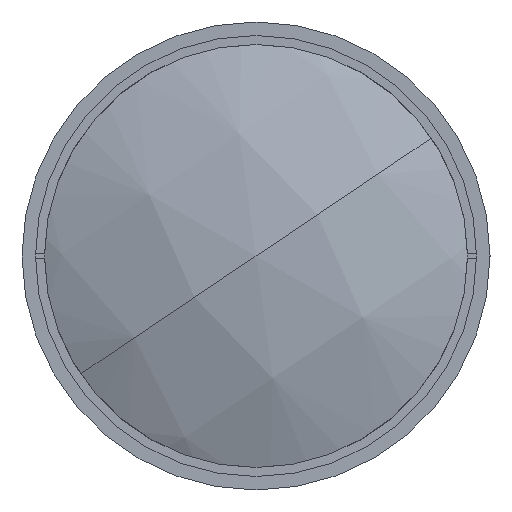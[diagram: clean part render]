
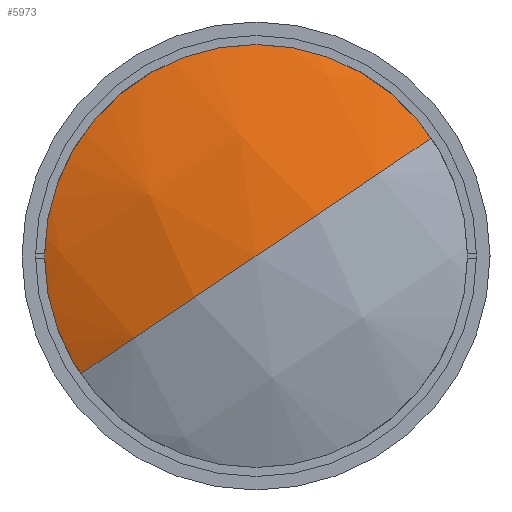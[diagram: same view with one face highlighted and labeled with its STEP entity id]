
A CAD part, left-side view. The second image highlights one B-rep face of the part: STEP entity #5973.
In plain terms, the highlighted spherical face has radius 114.92 mm.
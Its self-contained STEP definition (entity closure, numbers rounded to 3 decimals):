
#194 = CARTESIAN_POINT ( 'NONE',  ( 2., 0., 0. ) ) ;
#829 = CIRCLE ( 'NONE', #8724, 114.92 ) ;
#1037 = SPHERICAL_SURFACE ( 'NONE', #17962, 114.92 ) ;
#1442 = CARTESIAN_POINT ( 'NONE',  ( 116.92, 0., 0. ) ) ;
#2019 = EDGE_CURVE ( 'NONE', #9310, #9640, #829, .T. ) ;
#2132 = EDGE_CURVE ( 'NONE', #5870, #9310, #8733, .T. ) ;
#3150 = ORIENTED_EDGE ( 'NONE', *, *, #2132, .T. ) ;
#3563 = EDGE_LOOP ( 'NONE', ( #3150, #4758, #4182 ) ) ;
#3788 = DIRECTION ( 'NONE',  ( 0., 0.558, 0.83 ) ) ;
#3946 = CARTESIAN_POINT ( 'NONE',  ( 12.504, 39.828, -26.79 ) ) ;
#4182 = ORIENTED_EDGE ( 'NONE', *, *, #14948, .F. ) ;
#4758 = ORIENTED_EDGE ( 'NONE', *, *, #2019, .T. ) ;
#5088 = CARTESIAN_POINT ( 'NONE',  ( 116.92, 0., 0. ) ) ;
#5870 = VERTEX_POINT ( 'NONE', #6293 ) ;
#5973 = ADVANCED_FACE ( 'NONE', ( #15840 ), #1037, .T. ) ;
#6293 = CARTESIAN_POINT ( 'NONE',  ( 12.504, -39.828, 26.79 ) ) ;
#6643 = CARTESIAN_POINT ( 'NONE',  ( 12.504, 0., 0. ) ) ;
#6751 = CARTESIAN_POINT ( 'NONE',  ( 116.92, 0., 0. ) ) ;
#8250 = DIRECTION ( 'NONE',  ( 0., 0.83, -0.558 ) ) ;
#8405 = AXIS2_PLACEMENT_3D ( 'NONE', #6643, #10118, #3788 ) ;
#8724 = AXIS2_PLACEMENT_3D ( 'NONE', #1442, #13817, #12072 ) ;
#8733 = CIRCLE ( 'NONE', #8405, 48. ) ;
#9310 = VERTEX_POINT ( 'NONE', #3946 ) ;
#9612 = DIRECTION ( 'NONE',  ( 0., 0.558, 0.83 ) ) ;
#9640 = VERTEX_POINT ( 'NONE', #194 ) ;
#9796 = AXIS2_PLACEMENT_3D ( 'NONE', #6751, #17071, #8250 ) ;
#10118 = DIRECTION ( 'NONE',  ( -1., 0., 0. ) ) ;
#11055 = DIRECTION ( 'NONE',  ( 0., -0.83, 0.558 ) ) ;
#11177 = CIRCLE ( 'NONE', #9796, 114.92 ) ;
#12072 = DIRECTION ( 'NONE',  ( 0., -0.83, 0.558 ) ) ;
#13817 = DIRECTION ( 'NONE',  ( 0., 0.558, 0.83 ) ) ;
#14948 = EDGE_CURVE ( 'NONE', #5870, #9640, #11177, .T. ) ;
#15840 = FACE_OUTER_BOUND ( 'NONE', #3563, .T. ) ;
#17071 = DIRECTION ( 'NONE',  ( 0., -0.558, -0.83 ) ) ;
#17962 = AXIS2_PLACEMENT_3D ( 'NONE', #5088, #9612, #11055 ) ;
